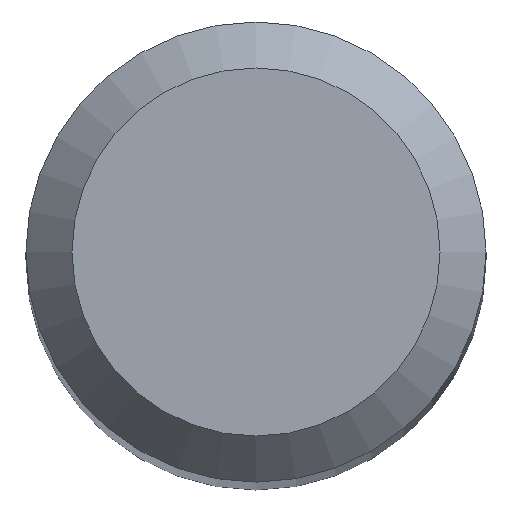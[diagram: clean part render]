
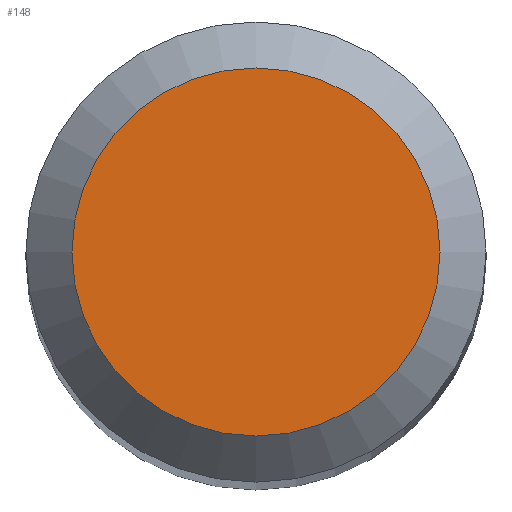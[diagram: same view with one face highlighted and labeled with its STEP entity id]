
A CAD part, top view. The second image highlights one B-rep face of the part: STEP entity #148.
In plain terms, the highlighted planar face has unit normal (0, 0, 1).
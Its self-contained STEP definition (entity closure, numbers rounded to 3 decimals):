
#5 = PLANE ( 'NONE',  #12 ) ;
#12 = AXIS2_PLACEMENT_3D ( 'NONE', #23, #135, #233 ) ;
#17 = ORIENTED_EDGE ( 'NONE', *, *, #75, .F. ) ;
#23 = CARTESIAN_POINT ( 'NONE',  ( 0., 0., 38. ) ) ;
#60 = FACE_OUTER_BOUND ( 'NONE', #141, .T. ) ;
#75 = EDGE_CURVE ( 'NONE', #162, #162, #85, .T. ) ;
#85 = CIRCLE ( 'NONE', #116, 1.2 ) ;
#98 = CARTESIAN_POINT ( 'NONE',  ( 0., 0., 38. ) ) ;
#116 = AXIS2_PLACEMENT_3D ( 'NONE', #98, #117, #232 ) ;
#117 = DIRECTION ( 'NONE',  ( 0., 0., -1. ) ) ;
#135 = DIRECTION ( 'NONE',  ( 0., 0., -1. ) ) ;
#141 = EDGE_LOOP ( 'NONE', ( #17 ) ) ;
#142 = CARTESIAN_POINT ( 'NONE',  ( 0., 1.2, 38. ) ) ;
#148 = ADVANCED_FACE ( 'NONE', ( #60 ), #5, .F. ) ;
#162 = VERTEX_POINT ( 'NONE', #142 ) ;
#232 = DIRECTION ( 'NONE',  ( 0., 1., 0. ) ) ;
#233 = DIRECTION ( 'NONE',  ( 0., 1., 0. ) ) ;
